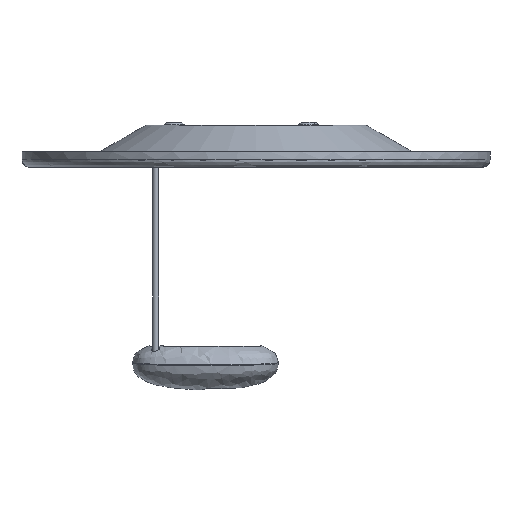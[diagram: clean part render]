
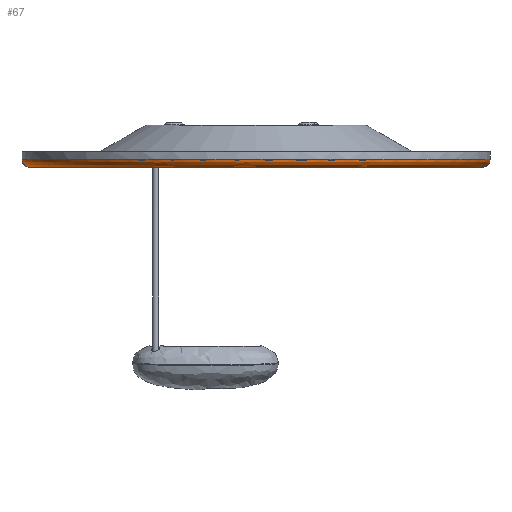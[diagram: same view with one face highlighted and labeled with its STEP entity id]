
A CAD part, front view. The second image highlights one B-rep face of the part: STEP entity #67.
In plain terms, the highlighted free-form (B-spline) face has degree [3, 2] with [11, 3] control points.
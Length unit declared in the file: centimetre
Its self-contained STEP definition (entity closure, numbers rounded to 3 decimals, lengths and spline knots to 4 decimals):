
#67=ADVANCED_FACE('',(#96),#487,.T.);
#96=FACE_OUTER_BOUND('',#125,.T.);
#125=EDGE_LOOP('',(#158,#159,#160,#161));
#158=ORIENTED_EDGE('',*,*,#317,.T.);
#159=ORIENTED_EDGE('',*,*,#313,.F.);
#160=ORIENTED_EDGE('',*,*,#314,.F.);
#161=ORIENTED_EDGE('',*,*,#312,.T.);
#312=EDGE_CURVE('',#406,#409,#553,.T.);
#313=EDGE_CURVE('',#407,#410,#554,.T.);
#314=EDGE_CURVE('',#406,#407,#555,.T.);
#317=EDGE_CURVE('',#409,#410,#557,.T.);
#406=VERTEX_POINT('',#786);
#407=VERTEX_POINT('',#787);
#409=VERTEX_POINT('',#789);
#410=VERTEX_POINT('',#790);
#487=(
BOUNDED_SURFACE()
B_SPLINE_SURFACE(3,2,((#688,#689,#690),(#691,#692,#693),(#694,#695,#696),
(#697,#698,#699),(#700,#701,#702),(#703,#704,#705),(#706,#707,#708),(#709,
#710,#711),(#712,#713,#714),(#715,#716,#717),(#718,#719,#720)),.UNSPECIFIED.,
.F.,.F.,.F.)
B_SPLINE_SURFACE_WITH_KNOTS((4,1,1,1,1,1,1,1,4),(3,3),(0.,10.5726,
22.0253,33.5361,45.5516,56.1242,67.5769,
79.0877,91.1032),(0.,1.),.UNSPECIFIED.)
GEOMETRIC_REPRESENTATION_ITEM()
RATIONAL_B_SPLINE_SURFACE(((1.,0.707,1.),(1.,0.707,
1.),(1.,0.707,1.),(1.,0.707,1.),(1.,0.707,
1.),(1.,0.707,1.),(1.,0.707,1.),(1.,0.707,
1.),(1.,0.707,1.),(1.,0.707,1.),(1.,0.707,
1.)))
REPRESENTATION_ITEM('')
SURFACE()
);
#553=(
BOUNDED_CURVE()
B_SPLINE_CURVE(3,(#624,#625,#626,#627,#628,#629,#630,#631,#632,#633,#634),
.UNSPECIFIED.,.F.,.F.)
B_SPLINE_CURVE_WITH_KNOTS((4,1,1,1,1,1,1,1,4),(0.,10.5726,
22.0253,33.5361,45.5516,56.1242,67.5769,
79.0877,91.1032),.UNSPECIFIED.)
CURVE()
GEOMETRIC_REPRESENTATION_ITEM()
RATIONAL_B_SPLINE_CURVE((1.,1.,1.,1.,1.,1.,1.,1.,1.,1.,1.))
REPRESENTATION_ITEM('')
);
#554=(
BOUNDED_CURVE()
B_SPLINE_CURVE(3,(#635,#636,#637,#638,#639,#640,#641,#642,#643,#644,#645),
.UNSPECIFIED.,.F.,.F.)
B_SPLINE_CURVE_WITH_KNOTS((4,1,1,1,1,1,1,1,4),(0.,10.5726,22.0253,
33.5361,45.5516,56.1242,67.5769,79.0877,
91.1032),.UNSPECIFIED.)
CURVE()
GEOMETRIC_REPRESENTATION_ITEM()
RATIONAL_B_SPLINE_CURVE((1.,1.,1.,1.,1.,1.,1.,1.,1.,1.,1.))
REPRESENTATION_ITEM('')
);
#555=(
BOUNDED_CURVE()
B_SPLINE_CURVE(2,(#646,#647,#648),.UNSPECIFIED.,.F.,.F.)
B_SPLINE_CURVE_WITH_KNOTS((3,3),(0.,1.),.UNSPECIFIED.)
CURVE()
GEOMETRIC_REPRESENTATION_ITEM()
RATIONAL_B_SPLINE_CURVE((1.,0.707,1.))
REPRESENTATION_ITEM('')
);
#557=(
BOUNDED_CURVE()
B_SPLINE_CURVE(2,(#656,#657,#658),.UNSPECIFIED.,.F.,.F.)
B_SPLINE_CURVE_WITH_KNOTS((3,3),(0.,1.),.UNSPECIFIED.)
CURVE()
GEOMETRIC_REPRESENTATION_ITEM()
RATIONAL_B_SPLINE_CURVE((1.,0.707,1.))
REPRESENTATION_ITEM('')
);
#624=CARTESIAN_POINT('',(30.,0.,-1.));
#625=CARTESIAN_POINT('',(30.0011,-3.6451,-1.));
#626=CARTESIAN_POINT('',(28.6015,-11.2412,-1.));
#627=CARTESIAN_POINT('',(22.3185,-21.2183,-1.));
#628=CARTESIAN_POINT('',(12.2542,-28.2966,-1.));
#629=CARTESIAN_POINT('',(0.4984,-30.7661,-1.));
#630=CARTESIAN_POINT('',(-11.2409,-28.6005,-1.));
#631=CARTESIAN_POINT('',(-21.2186,-22.3191,-1.));
#632=CARTESIAN_POINT('',(-28.296,-12.2537,-1.));
#633=CARTESIAN_POINT('',(-30.0006,-4.1433,-1.));
#634=CARTESIAN_POINT('',(-30.0013,-0.0003,-1.));
#635=CARTESIAN_POINT('',(29.,0.,-2.));
#636=CARTESIAN_POINT('',(29.0011,-3.5236,-2.));
#637=CARTESIAN_POINT('',(27.6481,-10.8665,-2.));
#638=CARTESIAN_POINT('',(21.5745,-20.511,-2.));
#639=CARTESIAN_POINT('',(11.8457,-27.3534,-2.));
#640=CARTESIAN_POINT('',(0.4818,-29.7406,-2.));
#641=CARTESIAN_POINT('',(-10.8662,-27.6472,-2.));
#642=CARTESIAN_POINT('',(-20.5113,-21.5751,-2.));
#643=CARTESIAN_POINT('',(-27.3528,-11.8453,-2.));
#644=CARTESIAN_POINT('',(-29.0005,-4.0052,-2.));
#645=CARTESIAN_POINT('',(-29.0012,-0.0003,-2.));
#646=CARTESIAN_POINT('',(30.,0.,-1.));
#647=CARTESIAN_POINT('',(30.,0.,-2.));
#648=CARTESIAN_POINT('',(29.,0.,-2.));
#656=CARTESIAN_POINT('',(-30.0013,-0.0003,-1.));
#657=CARTESIAN_POINT('',(-30.0013,-0.0003,-2.));
#658=CARTESIAN_POINT('',(-29.0012,-0.0003,-2.));
#688=CARTESIAN_POINT('',(30.,0.,-1.));
#689=CARTESIAN_POINT('',(30.,0.,-2.));
#690=CARTESIAN_POINT('',(29.,0.,-2.));
#691=CARTESIAN_POINT('',(30.0011,-3.6451,-1.));
#692=CARTESIAN_POINT('',(30.0011,-3.6451,-2.));
#693=CARTESIAN_POINT('',(29.0011,-3.5236,-2.));
#694=CARTESIAN_POINT('',(28.6015,-11.2412,-1.));
#695=CARTESIAN_POINT('',(28.6015,-11.2412,-2.));
#696=CARTESIAN_POINT('',(27.6481,-10.8665,-2.));
#697=CARTESIAN_POINT('',(22.3185,-21.2183,-1.));
#698=CARTESIAN_POINT('',(22.3185,-21.2183,-2.));
#699=CARTESIAN_POINT('',(21.5745,-20.511,-2.));
#700=CARTESIAN_POINT('',(12.2542,-28.2966,-1.));
#701=CARTESIAN_POINT('',(12.2542,-28.2966,-2.));
#702=CARTESIAN_POINT('',(11.8457,-27.3534,-2.));
#703=CARTESIAN_POINT('',(0.4984,-30.7661,-1.));
#704=CARTESIAN_POINT('',(0.4984,-30.7661,-2.));
#705=CARTESIAN_POINT('',(0.4818,-29.7406,-2.));
#706=CARTESIAN_POINT('',(-11.2409,-28.6005,-1.));
#707=CARTESIAN_POINT('',(-11.2409,-28.6005,-2.));
#708=CARTESIAN_POINT('',(-10.8662,-27.6472,-2.));
#709=CARTESIAN_POINT('',(-21.2186,-22.3191,-1.));
#710=CARTESIAN_POINT('',(-21.2186,-22.3191,-2.));
#711=CARTESIAN_POINT('',(-20.5113,-21.5751,-2.));
#712=CARTESIAN_POINT('',(-28.296,-12.2537,-1.));
#713=CARTESIAN_POINT('',(-28.296,-12.2537,-2.));
#714=CARTESIAN_POINT('',(-27.3528,-11.8453,-2.));
#715=CARTESIAN_POINT('',(-30.0006,-4.1433,-1.));
#716=CARTESIAN_POINT('',(-30.0006,-4.1433,-2.));
#717=CARTESIAN_POINT('',(-29.0005,-4.0052,-2.));
#718=CARTESIAN_POINT('',(-30.0013,-0.0003,-1.));
#719=CARTESIAN_POINT('',(-30.0013,-0.0003,-2.));
#720=CARTESIAN_POINT('',(-29.0012,-0.0003,-2.));
#786=CARTESIAN_POINT('',(30.,0.,-1.));
#787=CARTESIAN_POINT('',(29.,0.,-2.));
#789=CARTESIAN_POINT('',(-30.0013,-0.0003,-1.));
#790=CARTESIAN_POINT('',(-29.0012,-0.0003,-2.));
